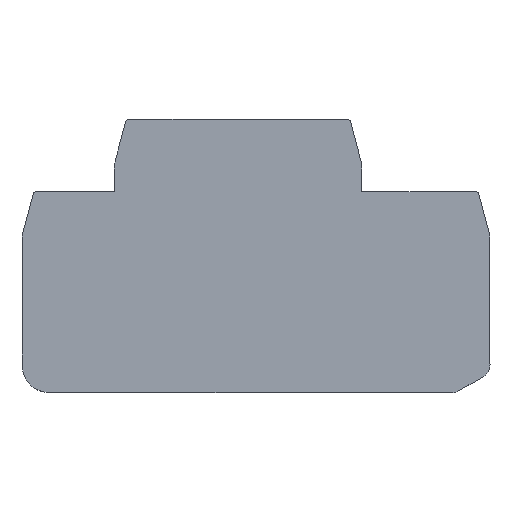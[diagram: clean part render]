
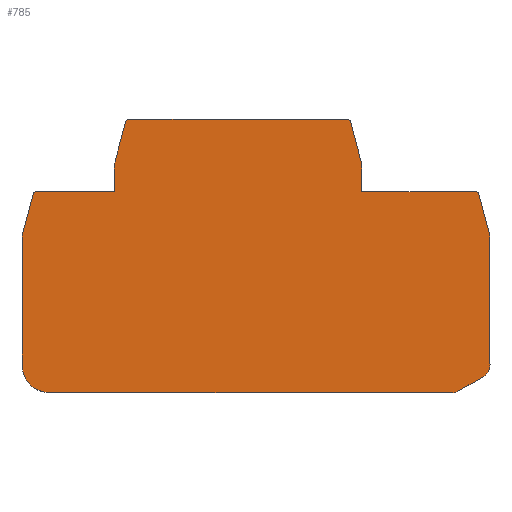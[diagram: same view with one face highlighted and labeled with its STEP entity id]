
A CAD part, top view. The second image highlights one B-rep face of the part: STEP entity #785.
In plain terms, the highlighted planar face has unit normal (0, 0, 1).
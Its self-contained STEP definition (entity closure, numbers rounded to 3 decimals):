
#172=CARTESIAN_POINT('',(90.89,27.72,0.));
#173=DIRECTION('',(0.,0.,1.));
#174=DIRECTION('',(1.,0.,0.));
#175=AXIS2_PLACEMENT_3D('',#172,#173,#174);
#177=DIRECTION('',(0.,1.,0.));
#178=VECTOR('',#177,18.006);
#179=CARTESIAN_POINT('',(95.89,9.714,0.));
#180=LINE('',#179,#178);
#181=CARTESIAN_POINT('',(93.89,9.714,0.));
#182=DIRECTION('',(0.,0.,1.));
#183=DIRECTION('',(0.507,-0.862,0.));
#184=AXIS2_PLACEMENT_3D('',#181,#182,#183);
#186=DIRECTION('',(0.862,0.507,0.));
#187=VECTOR('',#186,4.09);
#188=CARTESIAN_POINT('',(91.377,5.918,0.));
#189=LINE('',#188,#187);
#190=CARTESIAN_POINT('',(90.465,7.47,0.));
#191=DIRECTION('',(0.,0.,1.));
#192=DIRECTION('',(0.,-1.,0.));
#193=AXIS2_PLACEMENT_3D('',#190,#191,#192);
#195=DIRECTION('',(1.,0.,0.));
#196=VECTOR('',#195,58.375);
#197=CARTESIAN_POINT('',(32.09,5.67,0.));
#198=LINE('',#197,#196);
#199=CARTESIAN_POINT('',(32.09,9.67,0.));
#200=DIRECTION('',(0.,0.,1.));
#201=DIRECTION('',(-1.,0.,0.));
#202=AXIS2_PLACEMENT_3D('',#199,#200,#201);
#204=DIRECTION('',(0.,-1.,0.));
#205=VECTOR('',#204,18.051);
#206=CARTESIAN_POINT('',(28.09,27.72,0.));
#207=LINE('',#206,#205);
#208=CARTESIAN_POINT('',(33.09,27.72,0.));
#209=DIRECTION('',(0.,0.,1.));
#210=DIRECTION('',(-0.966,0.259,0.));
#211=AXIS2_PLACEMENT_3D('',#208,#209,#210);
#213=DIRECTION('',(-0.259,-0.966,0.));
#214=VECTOR('',#213,5.575);
#215=CARTESIAN_POINT('',(29.703,34.399,0.));
#216=LINE('',#215,#214);
#217=CARTESIAN_POINT('',(30.186,34.27,0.));
#218=DIRECTION('',(0.,0.,1.));
#219=DIRECTION('',(0.,1.,0.));
#220=AXIS2_PLACEMENT_3D('',#217,#218,#219);
#222=DIRECTION('',(-1.,0.,0.));
#223=VECTOR('',#222,11.304);
#224=CARTESIAN_POINT('',(41.49,34.77,0.));
#225=LINE('',#224,#223);
#226=DIRECTION('',(0.,-1.,0.));
#227=VECTOR('',#226,3.451);
#228=CARTESIAN_POINT('',(41.49,38.22,0.));
#229=LINE('',#228,#227);
#230=CARTESIAN_POINT('',(46.49,38.22,0.));
#231=DIRECTION('',(0.,0.,1.));
#232=DIRECTION('',(-0.966,0.259,0.));
#233=AXIS2_PLACEMENT_3D('',#230,#231,#232);
#235=DIRECTION('',(-0.259,-0.966,0.));
#236=VECTOR('',#235,5.575);
#237=CARTESIAN_POINT('',(43.103,44.899,0.));
#238=LINE('',#237,#236);
#239=CARTESIAN_POINT('',(43.586,44.77,0.));
#240=DIRECTION('',(0.,0.,1.));
#241=DIRECTION('',(0.,1.,0.));
#242=AXIS2_PLACEMENT_3D('',#239,#240,#241);
#244=DIRECTION('',(-1.,0.,0.));
#245=VECTOR('',#244,31.608);
#246=CARTESIAN_POINT('',(75.194,45.27,0.));
#247=LINE('',#246,#245);
#248=CARTESIAN_POINT('',(75.194,44.77,0.));
#249=DIRECTION('',(0.,0.,1.));
#250=DIRECTION('',(0.966,0.259,0.));
#251=AXIS2_PLACEMENT_3D('',#248,#249,#250);
#253=DIRECTION('',(-0.259,0.966,0.));
#254=VECTOR('',#253,5.575);
#255=CARTESIAN_POINT('',(77.12,39.515,0.));
#256=LINE('',#255,#254);
#257=CARTESIAN_POINT('',(72.29,38.22,0.));
#258=DIRECTION('',(0.,0.,1.));
#259=DIRECTION('',(1.,0.,0.));
#260=AXIS2_PLACEMENT_3D('',#257,#258,#259);
#262=DIRECTION('',(0.,1.,0.));
#263=VECTOR('',#262,3.451);
#264=CARTESIAN_POINT('',(77.29,34.77,0.));
#265=LINE('',#264,#263);
#266=DIRECTION('',(-1.,0.,0.));
#267=VECTOR('',#266,16.504);
#268=CARTESIAN_POINT('',(93.794,34.77,0.));
#269=LINE('',#268,#267);
#270=CARTESIAN_POINT('',(93.794,34.27,0.));
#271=DIRECTION('',(0.,0.,1.));
#272=DIRECTION('',(0.966,0.259,0.));
#273=AXIS2_PLACEMENT_3D('',#270,#271,#272);
#275=DIRECTION('',(-0.259,0.966,0.));
#276=VECTOR('',#275,5.575);
#277=CARTESIAN_POINT('',(95.72,29.015,0.));
#278=LINE('',#277,#276);
#396=CARTESIAN_POINT('',(95.89,9.714,0.));
#398=VERTEX_POINT('',#396);
#401=CARTESIAN_POINT('',(95.89,27.72,0.));
#402=VERTEX_POINT('',#401);
#404=CARTESIAN_POINT('',(28.09,27.72,0.));
#406=VERTEX_POINT('',#404);
#407=CARTESIAN_POINT('',(28.261,29.015,0.));
#408=VERTEX_POINT('',#407);
#413=CARTESIAN_POINT('',(28.09,9.67,0.));
#414=VERTEX_POINT('',#413);
#415=CARTESIAN_POINT('',(29.703,34.399,0.));
#416=VERTEX_POINT('',#415);
#423=CARTESIAN_POINT('',(77.29,34.77,0.));
#424=VERTEX_POINT('',#423);
#425=CARTESIAN_POINT('',(93.794,34.77,0.));
#426=VERTEX_POINT('',#425);
#428=CARTESIAN_POINT('',(43.103,44.899,0.));
#430=VERTEX_POINT('',#428);
#431=CARTESIAN_POINT('',(43.586,45.27,0.));
#432=VERTEX_POINT('',#431);
#436=CARTESIAN_POINT('',(75.194,45.27,0.));
#438=VERTEX_POINT('',#436);
#439=CARTESIAN_POINT('',(75.677,44.899,0.));
#440=VERTEX_POINT('',#439);
#443=CARTESIAN_POINT('',(95.72,29.015,0.));
#444=VERTEX_POINT('',#443);
#445=CARTESIAN_POINT('',(94.277,34.399,0.));
#446=VERTEX_POINT('',#445);
#447=CARTESIAN_POINT('',(77.29,38.22,0.));
#448=VERTEX_POINT('',#447);
#449=CARTESIAN_POINT('',(77.12,39.515,0.));
#450=VERTEX_POINT('',#449);
#451=CARTESIAN_POINT('',(41.661,39.515,0.));
#452=VERTEX_POINT('',#451);
#453=CARTESIAN_POINT('',(41.49,38.22,0.));
#454=VERTEX_POINT('',#453);
#455=CARTESIAN_POINT('',(41.49,34.77,0.));
#456=VERTEX_POINT('',#455);
#457=CARTESIAN_POINT('',(30.186,34.77,0.));
#458=VERTEX_POINT('',#457);
#459=CARTESIAN_POINT('',(32.09,5.67,0.));
#460=VERTEX_POINT('',#459);
#461=CARTESIAN_POINT('',(90.465,5.67,0.));
#462=VERTEX_POINT('',#461);
#463=CARTESIAN_POINT('',(91.377,5.918,0.));
#464=VERTEX_POINT('',#463);
#465=CARTESIAN_POINT('',(94.903,7.99,0.));
#466=VERTEX_POINT('',#465);
#732=CARTESIAN_POINT('',(0.,0.,0.));
#733=DIRECTION('',(0.,0.,1.));
#734=DIRECTION('',(1.,0.,0.));
#735=AXIS2_PLACEMENT_3D('',#732,#733,#734);
#736=PLANE('',#735);
#738=ORIENTED_EDGE('',*,*,#737,.F.);
#739=ORIENTED_EDGE('',*,*,#724,.F.);
#740=ORIENTED_EDGE('',*,*,#713,.F.);
#742=ORIENTED_EDGE('',*,*,#741,.F.);
#744=ORIENTED_EDGE('',*,*,#743,.F.);
#746=ORIENTED_EDGE('',*,*,#745,.F.);
#748=ORIENTED_EDGE('',*,*,#747,.F.);
#750=ORIENTED_EDGE('',*,*,#749,.F.);
#752=ORIENTED_EDGE('',*,*,#751,.F.);
#754=ORIENTED_EDGE('',*,*,#753,.F.);
#756=ORIENTED_EDGE('',*,*,#755,.F.);
#758=ORIENTED_EDGE('',*,*,#757,.F.);
#760=ORIENTED_EDGE('',*,*,#759,.F.);
#762=ORIENTED_EDGE('',*,*,#761,.F.);
#764=ORIENTED_EDGE('',*,*,#763,.F.);
#766=ORIENTED_EDGE('',*,*,#765,.F.);
#768=ORIENTED_EDGE('',*,*,#767,.F.);
#770=ORIENTED_EDGE('',*,*,#769,.F.);
#772=ORIENTED_EDGE('',*,*,#771,.F.);
#774=ORIENTED_EDGE('',*,*,#773,.F.);
#776=ORIENTED_EDGE('',*,*,#775,.F.);
#778=ORIENTED_EDGE('',*,*,#777,.F.);
#780=ORIENTED_EDGE('',*,*,#779,.F.);
#782=ORIENTED_EDGE('',*,*,#781,.F.);
#783=EDGE_LOOP('',(#738,#739,#740,#742,#744,#746,#748,#750,#752,#754,#756,#758,
#760,#762,#764,#766,#768,#770,#772,#774,#776,#778,#780,#782));
#784=FACE_OUTER_BOUND('',#783,.F.);
#176=CIRCLE('',#175,5.);
#185=CIRCLE('',#184,2.);
#194=CIRCLE('',#193,1.8);
#203=CIRCLE('',#202,4.);
#212=CIRCLE('',#211,5.);
#221=CIRCLE('',#220,0.5);
#234=CIRCLE('',#233,5.);
#243=CIRCLE('',#242,0.5);
#252=CIRCLE('',#251,0.5);
#261=CIRCLE('',#260,5.);
#274=CIRCLE('',#273,0.5);
#713=EDGE_CURVE('',#466,#398,#185,.T.);
#724=EDGE_CURVE('',#398,#402,#180,.T.);
#737=EDGE_CURVE('',#402,#444,#176,.T.);
#741=EDGE_CURVE('',#464,#466,#189,.T.);
#743=EDGE_CURVE('',#462,#464,#194,.T.);
#745=EDGE_CURVE('',#460,#462,#198,.T.);
#747=EDGE_CURVE('',#414,#460,#203,.T.);
#749=EDGE_CURVE('',#406,#414,#207,.T.);
#751=EDGE_CURVE('',#408,#406,#212,.T.);
#753=EDGE_CURVE('',#416,#408,#216,.T.);
#755=EDGE_CURVE('',#458,#416,#221,.T.);
#757=EDGE_CURVE('',#456,#458,#225,.T.);
#759=EDGE_CURVE('',#454,#456,#229,.T.);
#761=EDGE_CURVE('',#452,#454,#234,.T.);
#763=EDGE_CURVE('',#430,#452,#238,.T.);
#765=EDGE_CURVE('',#432,#430,#243,.T.);
#767=EDGE_CURVE('',#438,#432,#247,.T.);
#769=EDGE_CURVE('',#440,#438,#252,.T.);
#771=EDGE_CURVE('',#450,#440,#256,.T.);
#773=EDGE_CURVE('',#448,#450,#261,.T.);
#775=EDGE_CURVE('',#424,#448,#265,.T.);
#777=EDGE_CURVE('',#426,#424,#269,.T.);
#779=EDGE_CURVE('',#446,#426,#274,.T.);
#781=EDGE_CURVE('',#444,#446,#278,.T.);
#785=ADVANCED_FACE('',(#784),#736,.T.);
